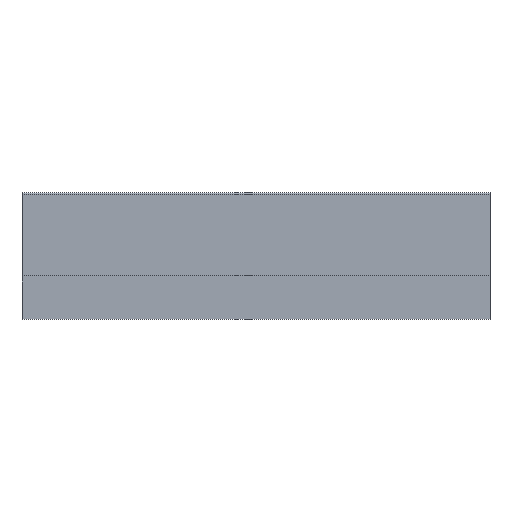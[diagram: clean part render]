
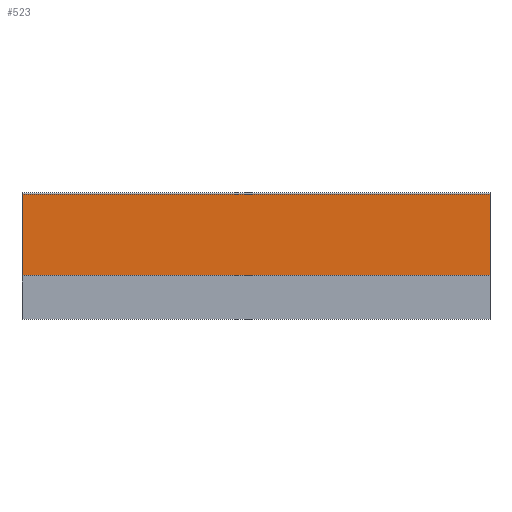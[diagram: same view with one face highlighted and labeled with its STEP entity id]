
A CAD part, left-side view. The second image highlights one B-rep face of the part: STEP entity #523.
In plain terms, the highlighted planar face has unit normal (-1, 0, 0).
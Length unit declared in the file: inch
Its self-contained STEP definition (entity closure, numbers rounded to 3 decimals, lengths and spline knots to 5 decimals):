
#24=CARTESIAN_POINT('',(4.79807,10.63562,-0.20491));
#25=VERTEX_POINT('',#24);
#42=CARTESIAN_POINT('',(4.79807,4.63562,-0.20491));
#43=VERTEX_POINT('',#42);
#50=CARTESIAN_POINT('',(4.79807,4.63562,-0.20491));
#51=DIRECTION('',(0.,1.,0.));
#52=VECTOR('',#51,1.);
#53=LINE('',#50,#52);
#54=EDGE_CURVE('',#43,#25,#53,.T.);
#469=CARTESIAN_POINT('',(4.79807,10.63562,0.83688));
#470=VERTEX_POINT('',#469);
#478=CARTESIAN_POINT('',(4.79807,4.63562,0.83688));
#479=VERTEX_POINT('',#478);
#480=CARTESIAN_POINT('',(4.79807,4.63562,0.83688));
#481=DIRECTION('',(0.,1.,0.));
#482=VECTOR('',#481,1.);
#483=LINE('',#480,#482);
#484=EDGE_CURVE('',#479,#470,#483,.T.);
#502=CARTESIAN_POINT('',(4.79807,10.63562,0.83688));
#503=DIRECTION('',(0.,0.,-1.));
#504=VECTOR('',#503,1.);
#505=LINE('',#502,#504);
#506=EDGE_CURVE('',#470,#25,#505,.T.);
#507=ORIENTED_EDGE('',*,*,#506,.T.);
#508=ORIENTED_EDGE('',*,*,#54,.F.);
#509=CARTESIAN_POINT('',(4.79807,4.63562,0.83688));
#510=DIRECTION('',(0.,0.,-1.));
#511=VECTOR('',#510,1.);
#512=LINE('',#509,#511);
#513=EDGE_CURVE('',#479,#43,#512,.T.);
#514=ORIENTED_EDGE('',*,*,#513,.F.);
#515=ORIENTED_EDGE('',*,*,#484,.T.);
#516=EDGE_LOOP('',(#507,#508,#514,#515));
#517=FACE_OUTER_BOUND('',#516,.T.);
#518=CARTESIAN_POINT('',(4.79807,4.63562,0.31599));
#519=DIRECTION('',(-1.,0.,0.));
#520=DIRECTION('',(0.,0.,1.));
#521=AXIS2_PLACEMENT_3D('',#518,#519,#520);
#522=PLANE('',#521);
#523=ADVANCED_FACE('',(#517),#522,.T.);
